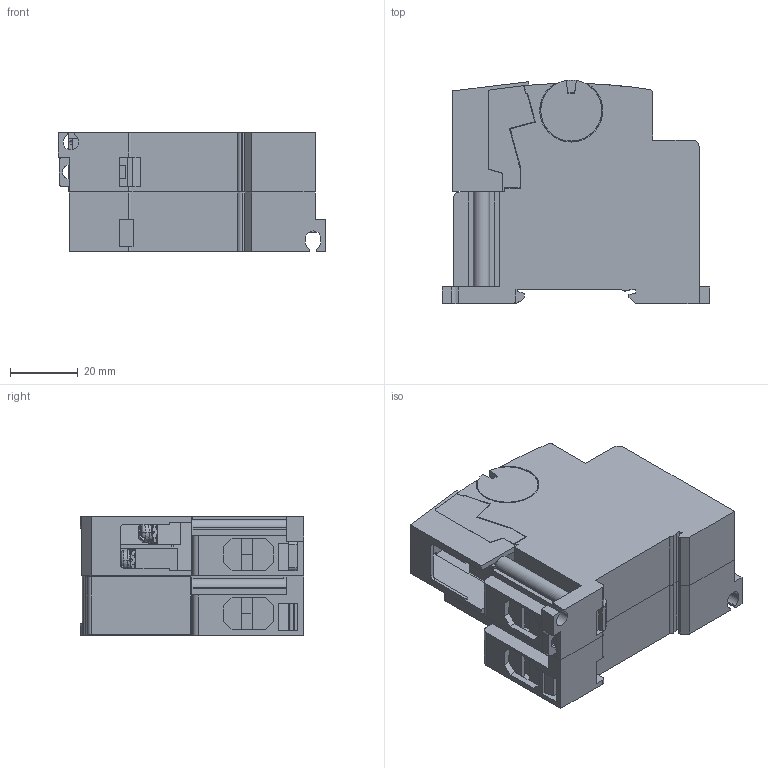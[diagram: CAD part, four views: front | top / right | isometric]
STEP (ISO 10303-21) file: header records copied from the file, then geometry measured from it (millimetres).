
FILE_DESCRIPTION (( 'STEP AP203' ), '1' );
FILE_NAME ('OUTSIDE-NC1V-2111_2121.STEP', '2014-03-27T00:25:04', ( 'IDEC' ), ( '' ), 'SwSTEP 2.0', 'SolidWorks 2012', '' );
FILE_SCHEMA (( 'CONFIG_CONTROL_DESIGN' ));
Length unit declared in the file: millimetre
Products named in the file (6): OUTSIDE-NC1V-2111_2121; OUTSIDE-NC1V-AUX-CV; OUTSIDE_NC1V-CLAW; OUTSIDE_NC1V-HANDLE2; OUTSIDE_NC1V-CASE2-01; OUTSIDE_NC1V-CASE1-00
Assembly tree (5 placements, depth 2):
  OUTSIDE-NC1V-2111_2121
    OUTSIDE_NC1V-CASE1-00
    OUTSIDE_NC1V-CASE2-01
    OUTSIDE_NC1V-HANDLE2
    OUTSIDE_NC1V-CLAW
    OUTSIDE-NC1V-AUX-CV
Bounding box: 78.8 x 66 x 35 mm (x, y, z)
Volume: 122184.2 mm3; surface area: 41830.1 mm2
Topology: 5 solids, 5 shells, 1392 faces, 4134 edges, 2673 vertices
Faces by surface type: plane 1000, cylinder 267, bspline 89, cone 36
Entity records: 49292 total; most frequent: CARTESIAN_POINT 12423, ORIENTED_EDGE 8264, DIRECTION 6723, EDGE_CURVE 4132, LINE 3005, VECTOR 3005, VERTEX_POINT 2673, AXIS2_PLACEMENT_3D 1859
